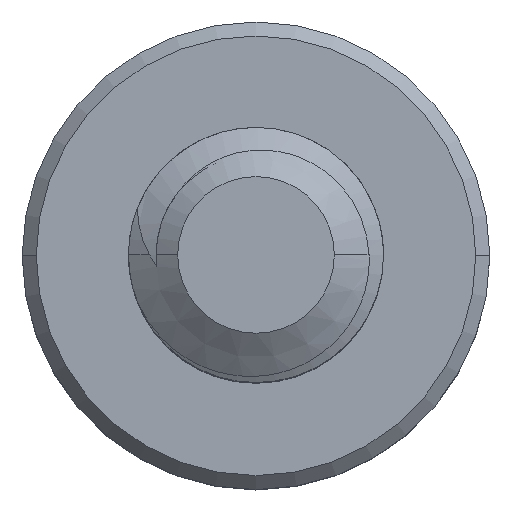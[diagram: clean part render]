
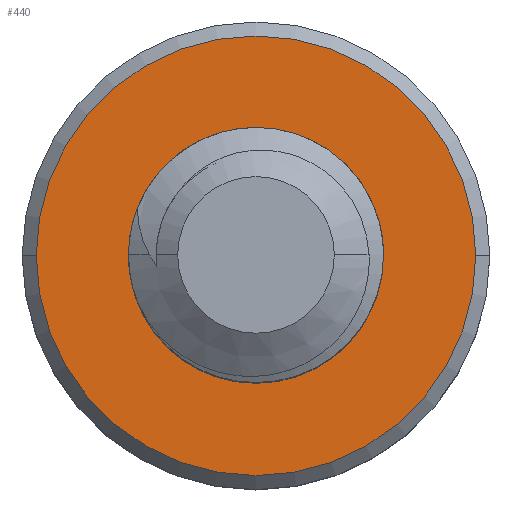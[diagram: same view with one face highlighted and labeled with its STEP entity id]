
A CAD part, top view. The second image highlights one B-rep face of the part: STEP entity #440.
In plain terms, the highlighted planar face has unit normal (0, 0, 1).
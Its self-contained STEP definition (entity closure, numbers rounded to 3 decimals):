
#107 = CARTESIAN_POINT ( 'NONE',  ( 1.5, 0., -6. ) ) ;
#153 = CARTESIAN_POINT ( 'NONE',  ( 0., 0., -6. ) ) ;
#294 = AXIS2_PLACEMENT_3D ( 'NONE', #845, #3202, #1127 ) ;
#303 = EDGE_LOOP ( 'NONE', ( #672, #1259 ) ) ;
#304 = CIRCLE ( 'NONE', #3413, 2.585 ) ;
#440 = ADVANCED_FACE ( 'NONE', ( #815, #947 ), #2622, .F. ) ;
#616 = CARTESIAN_POINT ( 'NONE',  ( 0., 0., -6. ) ) ;
#672 = ORIENTED_EDGE ( 'NONE', *, *, #1010, .T. ) ;
#815 = FACE_OUTER_BOUND ( 'NONE', #303, .T. ) ;
#845 = CARTESIAN_POINT ( 'NONE',  ( 0., 0., -6. ) ) ;
#908 = CIRCLE ( 'NONE', #2423, 1.5 ) ;
#942 = CIRCLE ( 'NONE', #1488, 1.5 ) ;
#947 = FACE_BOUND ( 'NONE', #2900, .T. ) ;
#1010 = EDGE_CURVE ( 'NONE', #2019, #1546, #1404, .T. ) ;
#1098 = EDGE_CURVE ( 'NONE', #1207, #2310, #942, .T. ) ;
#1127 = DIRECTION ( 'NONE',  ( -1., 0., 0. ) ) ;
#1169 = CARTESIAN_POINT ( 'NONE',  ( 0., 0., -6. ) ) ;
#1181 = ORIENTED_EDGE ( 'NONE', *, *, #3505, .F. ) ;
#1207 = VERTEX_POINT ( 'NONE', #107 ) ;
#1259 = ORIENTED_EDGE ( 'NONE', *, *, #1813, .T. ) ;
#1319 = AXIS2_PLACEMENT_3D ( 'NONE', #616, #1637, #3258 ) ;
#1391 = CARTESIAN_POINT ( 'NONE',  ( 2.585, 0., -6. ) ) ;
#1404 = CIRCLE ( 'NONE', #1319, 2.585 ) ;
#1475 = DIRECTION ( 'NONE',  ( 0., 0., 1. ) ) ;
#1488 = AXIS2_PLACEMENT_3D ( 'NONE', #1169, #1475, #2964 ) ;
#1546 = VERTEX_POINT ( 'NONE', #1391 ) ;
#1637 = DIRECTION ( 'NONE',  ( 0., 0., 1. ) ) ;
#1762 = ORIENTED_EDGE ( 'NONE', *, *, #1098, .F. ) ;
#1813 = EDGE_CURVE ( 'NONE', #1546, #2019, #304, .T. ) ;
#2019 = VERTEX_POINT ( 'NONE', #3355 ) ;
#2310 = VERTEX_POINT ( 'NONE', #3026 ) ;
#2423 = AXIS2_PLACEMENT_3D ( 'NONE', #3656, #2840, #3422 ) ;
#2518 = DIRECTION ( 'NONE',  ( -1., 0., 0. ) ) ;
#2622 = PLANE ( 'NONE',  #294 ) ;
#2840 = DIRECTION ( 'NONE',  ( 0., 0., 1. ) ) ;
#2900 = EDGE_LOOP ( 'NONE', ( #1762, #1181 ) ) ;
#2964 = DIRECTION ( 'NONE',  ( 1., 0., 0. ) ) ;
#3026 = CARTESIAN_POINT ( 'NONE',  ( -1.5, 0., -6. ) ) ;
#3202 = DIRECTION ( 'NONE',  ( 0., 0., -1. ) ) ;
#3258 = DIRECTION ( 'NONE',  ( -1., 0., 0. ) ) ;
#3355 = CARTESIAN_POINT ( 'NONE',  ( -2.585, 0., -6. ) ) ;
#3413 = AXIS2_PLACEMENT_3D ( 'NONE', #153, #3635, #2518 ) ;
#3422 = DIRECTION ( 'NONE',  ( 1., 0., 0. ) ) ;
#3505 = EDGE_CURVE ( 'NONE', #2310, #1207, #908, .T. ) ;
#3635 = DIRECTION ( 'NONE',  ( 0., 0., 1. ) ) ;
#3656 = CARTESIAN_POINT ( 'NONE',  ( 0., 0., -6. ) ) ;
